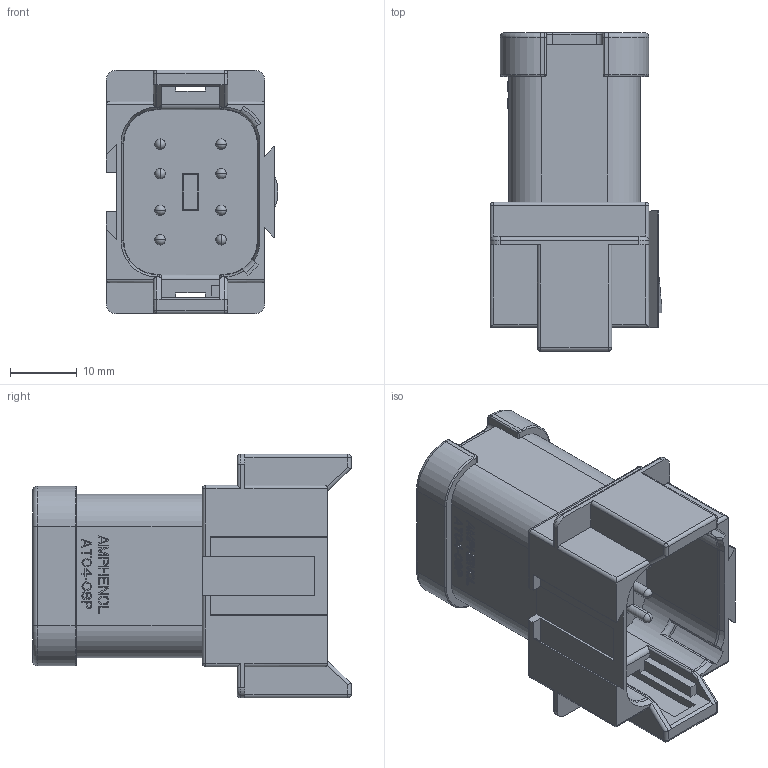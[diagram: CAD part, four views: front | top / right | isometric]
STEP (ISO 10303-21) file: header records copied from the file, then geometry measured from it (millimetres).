
FILE_DESCRIPTION((''),'2;1');
FILE_NAME('PRT0002','2018-05-07T',('Administrator'),(''),'PRO/ENGINEER BY PARAMETRIC TECHNOLOGY CORPORATION, 2016360','PRO/ENGINEER BY PARAMETRIC TECHNOLOGY CORPORATION, 2016360','');
FILE_SCHEMA(('CONFIG_CONTROL_DESIGN'));
Length unit declared in the file: millimetre
Products named in the file (1): PRT0002
Bounding box: 25.63 x 47.5 x 36.36 mm (x, y, z)
Volume: 17582.4 mm3; surface area: 8489.1 mm2
Topology: 1 solids, 1 shells, 1181 faces, 3200 edges, 2060 vertices
Faces by surface type: plane 666, extrusion 302, cylinder 136, sphere 32, torus 28, bspline 10, cone 7
Entity records: 38187 total; most frequent: CARTESIAN_POINT 9768, ORIENTED_EDGE 6336, DIRECTION 4807, EDGE_CURVE 3168, VECTOR 2525, LINE 2223, VERTEX_POINT 2060, EDGE_LOOP 1256
